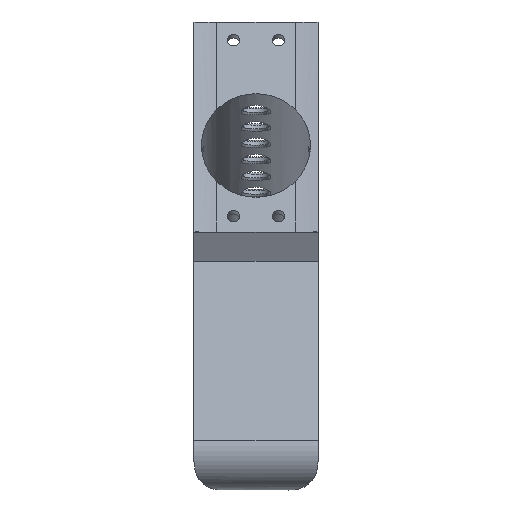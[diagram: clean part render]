
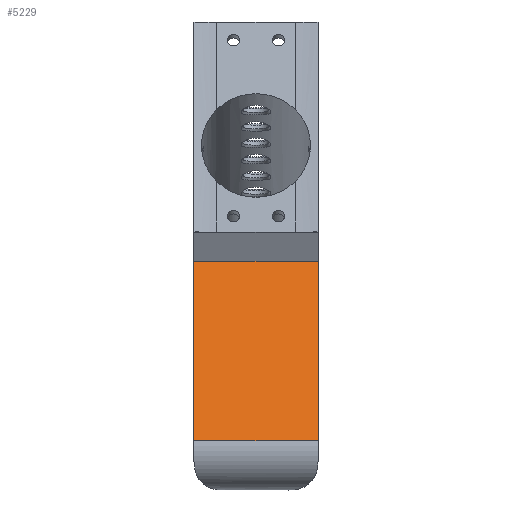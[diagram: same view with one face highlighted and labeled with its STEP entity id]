
A CAD part, top view. The second image highlights one B-rep face of the part: STEP entity #5229.
In plain terms, the highlighted planar face has unit normal (0, 0.309, 0.951).
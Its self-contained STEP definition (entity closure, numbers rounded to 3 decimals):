
#451=PLANE('',#5650);
#699=FACE_OUTER_BOUND('',#981,.T.);
#981=EDGE_LOOP('',(#4847,#4848,#4849,#4850));
#1199=LINE('',#7042,#1620);
#1222=LINE('',#7376,#1643);
#1591=LINE('',#15321,#2012);
#1593=LINE('',#15324,#2014);
#1620=VECTOR('',#5712,10.);
#1643=VECTOR('',#5769,10.);
#2012=VECTOR('',#6864,10.);
#2014=VECTOR('',#6868,10.);
#2044=VERTEX_POINT('',#7039);
#2045=VERTEX_POINT('',#7041);
#2090=VERTEX_POINT('',#7373);
#2091=VERTEX_POINT('',#7375);
#2569=EDGE_CURVE('',#2045,#2044,#1199,.T.);
#2620=EDGE_CURVE('',#2091,#2090,#1222,.T.);
#3318=EDGE_CURVE('',#2091,#2044,#1591,.T.);
#3320=EDGE_CURVE('',#2045,#2090,#1593,.T.);
#4847=ORIENTED_EDGE('',*,*,#3318,.F.);
#4848=ORIENTED_EDGE('',*,*,#2620,.T.);
#4849=ORIENTED_EDGE('',*,*,#3320,.F.);
#4850=ORIENTED_EDGE('',*,*,#2569,.T.);
#5229=ADVANCED_FACE('',(#699),#451,.T.);
#5650=AXIS2_PLACEMENT_3D('',#15323,#6866,#6867);
#5712=DIRECTION('',(0.,0.951,-0.309));
#5769=DIRECTION('',(0.,-0.951,0.309));
#6864=DIRECTION('',(1.,0.,0.));
#6866=DIRECTION('center_axis',(0.,0.309,0.951));
#6867=DIRECTION('ref_axis',(0.,0.951,-0.309));
#6868=DIRECTION('',(-1.,0.,0.));
#7039=CARTESIAN_POINT('',(16.5,-132.885,-150.624));
#7041=CARTESIAN_POINT('',(16.5,-180.645,-135.107));
#7042=CARTESIAN_POINT('',(16.5,-140.153,-148.263));
#7373=CARTESIAN_POINT('',(-16.5,-180.645,-135.107));
#7375=CARTESIAN_POINT('',(-16.5,-132.885,-150.624));
#7376=CARTESIAN_POINT('',(-16.5,-177.89,-136.002));
#15321=CARTESIAN_POINT('',(8.25,-132.885,-150.624));
#15323=CARTESIAN_POINT('Origin',(0.,-202.651,
-127.956));
#15324=CARTESIAN_POINT('',(0.,-180.645,-135.107));
